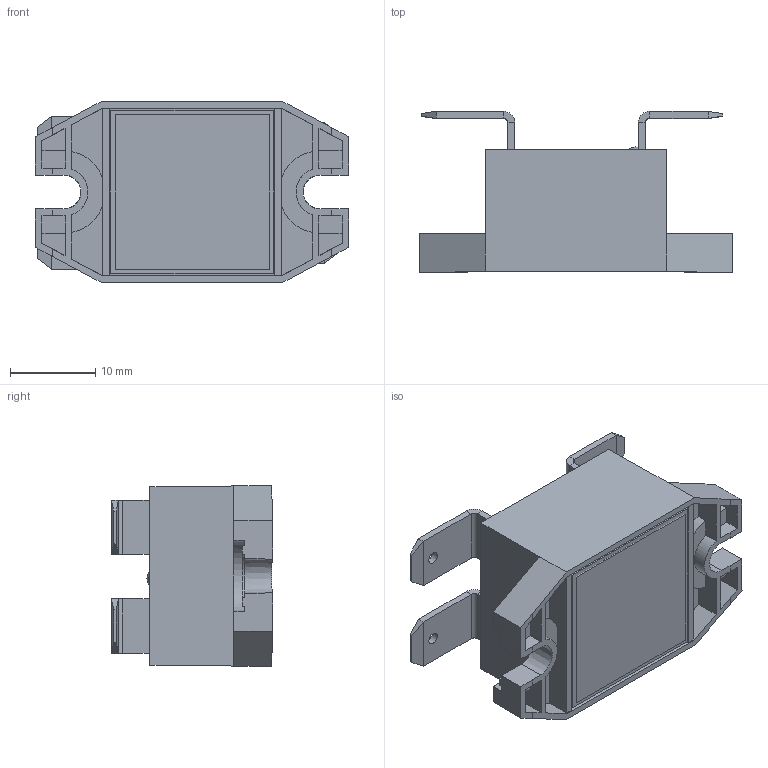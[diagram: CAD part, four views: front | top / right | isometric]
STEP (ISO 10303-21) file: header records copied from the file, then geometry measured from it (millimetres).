
FILE_DESCRIPTION (( 'STEP AP214' ), '1' );
FILE_NAME ('EL AC 90.STEP', '2016-09-28T19:35:17', ( '' ), ( '' ), 'SwSTEP 2.0', 'SolidWorks 2015', '' );
FILE_SCHEMA (( 'AUTOMOTIVE_DESIGN' ));
Length unit declared in the file: inch
Products named in the file (1): EL AC 90
Bounding box: 36.66 x 18.86 x 21.16 mm (x, y, z)
Volume: 4596.9 mm3; surface area: 7191.5 mm2
Topology: 16 solids, 16 shells, 350 faces, 906 edges, 592 vertices
Faces by surface type: plane 282, cylinder 38, bspline 26, cone 4
Full cylindrical faces by diameter (mm): 1.397 x4
Entity records: 15703 total; most frequent: CARTESIAN_POINT 2564, ORIENTED_EDGE 1798, DIRECTION 1545, EDGE_CURVE 899, LINE 743, VECTOR 743, VERTEX_POINT 590, AXIS2_PLACEMENT_3D 401
